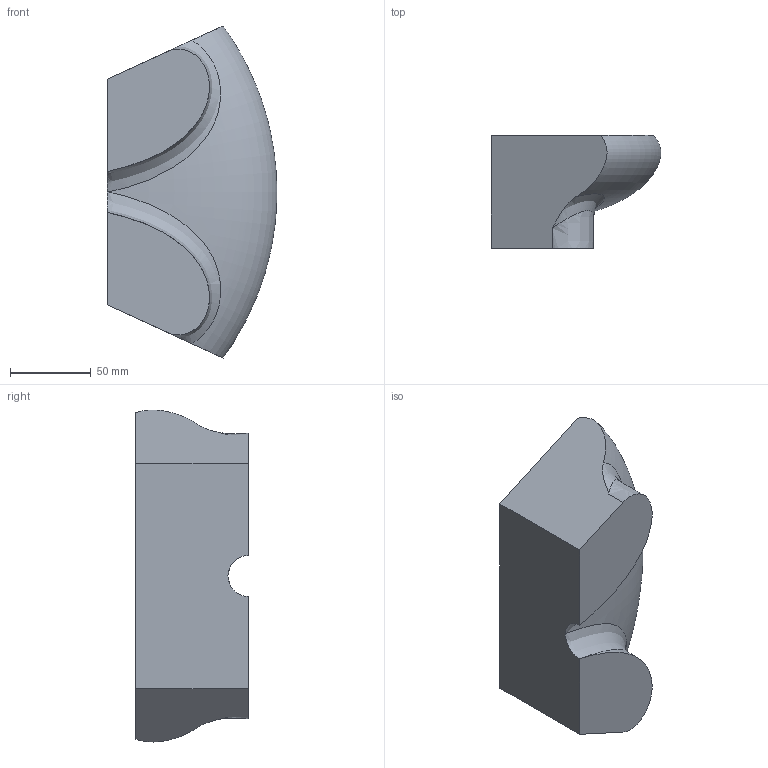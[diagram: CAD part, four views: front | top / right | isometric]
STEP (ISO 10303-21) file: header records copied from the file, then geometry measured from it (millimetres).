
FILE_DESCRIPTION((''),'2;1');
FILE_NAME('PAV-IW1000-1P','2021-05-26T16:58:36',('ndaviden'),(''),'CREO PARAMETRIC BY PTC INC, 2019030','CREO PARAMETRIC BY PTC INC, 2019030','');
FILE_SCHEMA(('AP203_CONFIGURATION_CONTROLLED_3D_DESIGN_OF_MECHANICAL_PARTS_AND_ASSEMBLIES_MIM_LF { 1 0 10303 403 2 1 2 }'));
Length unit declared in the file: millimetre
Products named in the file (1): PAV-IW1000-1P
Bounding box: 105.31 x 70 x 205.87 mm (x, y, z)
Volume: 891590.5 mm3; surface area: 62309.3 mm2
Topology: 1 solids, 1 shells, 11 faces, 25 edges, 16 vertices
Faces by surface type: plane 6, bspline 2, extrusion 2, revolution 1
Entity records: 2215 total; most frequent: CARTESIAN_POINT 1928, ORIENTED_EDGE 50, DIRECTION 28, EDGE_CURVE 25, COLOUR_RGB 19, VERTEX_POINT 16, B_SPLINE_CURVE_WITH_KNOTS 16, VECTOR 13
